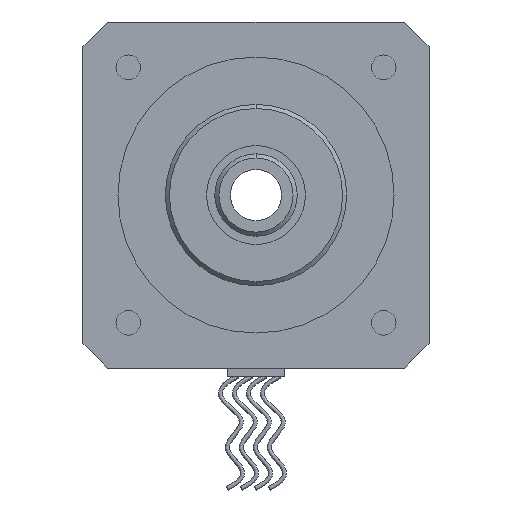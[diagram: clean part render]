
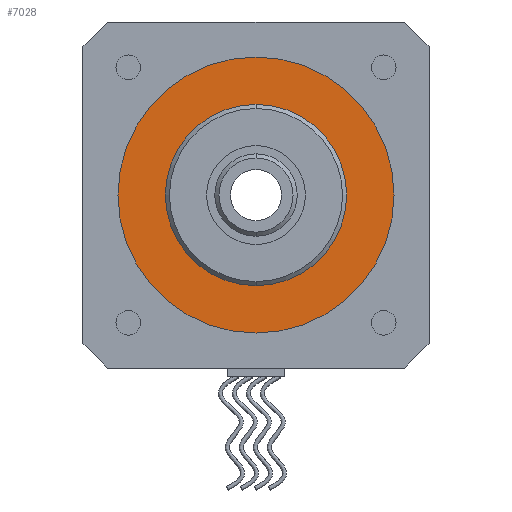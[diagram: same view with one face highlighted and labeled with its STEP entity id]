
A CAD part, left-side view. The second image highlights one B-rep face of the part: STEP entity #7028.
In plain terms, the highlighted planar face has unit normal (-1, 0, 0).
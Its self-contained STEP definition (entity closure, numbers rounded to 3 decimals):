
#108 = AXIS2_PLACEMENT_3D ( 'NONE', #2402, #501, #5026 ) ;
#367 = EDGE_LOOP ( 'NONE', ( #8063, #5436 ) ) ;
#434 = FACE_OUTER_BOUND ( 'NONE', #367, .T. ) ;
#501 = DIRECTION ( 'NONE',  ( 1., 0., 0. ) ) ;
#516 = PLANE ( 'NONE',  #1226 ) ;
#704 = DIRECTION ( 'NONE',  ( 0., 0., 1. ) ) ;
#898 = CIRCLE ( 'NONE', #108, 6. ) ;
#918 = CARTESIAN_POINT ( 'NONE',  ( -33.6, 0., 16.75 ) ) ;
#1100 = CIRCLE ( 'NONE', #4045, 16.75 ) ;
#1176 = CARTESIAN_POINT ( 'NONE',  ( -33.6, 0., -16.75 ) ) ;
#1226 = AXIS2_PLACEMENT_3D ( 'NONE', #2342, #5573, #7261 ) ;
#1413 = EDGE_CURVE ( 'NONE', #6381, #5218, #4204, .T. ) ;
#1652 = AXIS2_PLACEMENT_3D ( 'NONE', #2682, #6530, #3276 ) ;
#2064 = CARTESIAN_POINT ( 'NONE',  ( -33.6, 0., -6. ) ) ;
#2148 = AXIS2_PLACEMENT_3D ( 'NONE', #2778, #5237, #704 ) ;
#2177 = EDGE_LOOP ( 'NONE', ( #6807, #2879 ) ) ;
#2342 = CARTESIAN_POINT ( 'NONE',  ( -33.6, 0., 0. ) ) ;
#2402 = CARTESIAN_POINT ( 'NONE',  ( -33.6, 0., 0. ) ) ;
#2682 = CARTESIAN_POINT ( 'NONE',  ( -33.6, 0., 0. ) ) ;
#2778 = CARTESIAN_POINT ( 'NONE',  ( -33.6, 0., 0. ) ) ;
#2879 = ORIENTED_EDGE ( 'NONE', *, *, #2965, .T. ) ;
#2965 = EDGE_CURVE ( 'NONE', #3031, #5434, #898, .T. ) ;
#3031 = VERTEX_POINT ( 'NONE', #2064 ) ;
#3276 = DIRECTION ( 'NONE',  ( 0., 0., 1. ) ) ;
#3364 = CIRCLE ( 'NONE', #2148, 6. ) ;
#3472 = EDGE_CURVE ( 'NONE', #5218, #6381, #1100, .T. ) ;
#3695 = FACE_BOUND ( 'NONE', #2177, .T. ) ;
#4045 = AXIS2_PLACEMENT_3D ( 'NONE', #5836, #7661, #7143 ) ;
#4204 = CIRCLE ( 'NONE', #1652, 16.75 ) ;
#5026 = DIRECTION ( 'NONE',  ( 0., 0., 1. ) ) ;
#5084 = CARTESIAN_POINT ( 'NONE',  ( -33.6, 0., 6. ) ) ;
#5218 = VERTEX_POINT ( 'NONE', #918 ) ;
#5237 = DIRECTION ( 'NONE',  ( 1., 0., 0. ) ) ;
#5434 = VERTEX_POINT ( 'NONE', #5084 ) ;
#5436 = ORIENTED_EDGE ( 'NONE', *, *, #1413, .T. ) ;
#5573 = DIRECTION ( 'NONE',  ( -1., 0., 0. ) ) ;
#5836 = CARTESIAN_POINT ( 'NONE',  ( -33.6, 0., 0. ) ) ;
#6381 = VERTEX_POINT ( 'NONE', #1176 ) ;
#6530 = DIRECTION ( 'NONE',  ( -1., 0., 0. ) ) ;
#6807 = ORIENTED_EDGE ( 'NONE', *, *, #7659, .T. ) ;
#7028 = ADVANCED_FACE ( 'NONE', ( #434, #3695 ), #516, .T. ) ;
#7143 = DIRECTION ( 'NONE',  ( 0., 0., 1. ) ) ;
#7261 = DIRECTION ( 'NONE',  ( 0., 0., 1. ) ) ;
#7659 = EDGE_CURVE ( 'NONE', #5434, #3031, #3364, .T. ) ;
#7661 = DIRECTION ( 'NONE',  ( -1., 0., 0. ) ) ;
#8063 = ORIENTED_EDGE ( 'NONE', *, *, #3472, .T. ) ;
